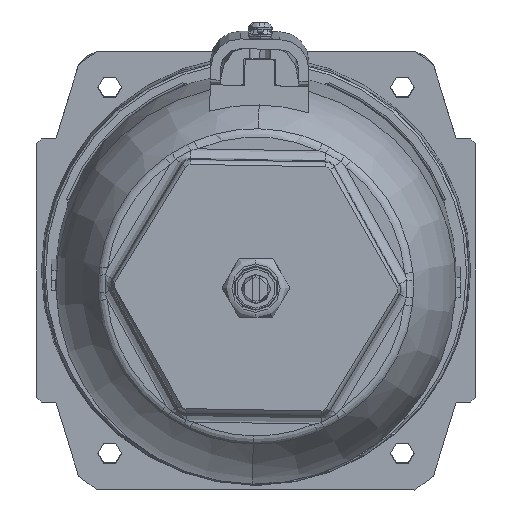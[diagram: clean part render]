
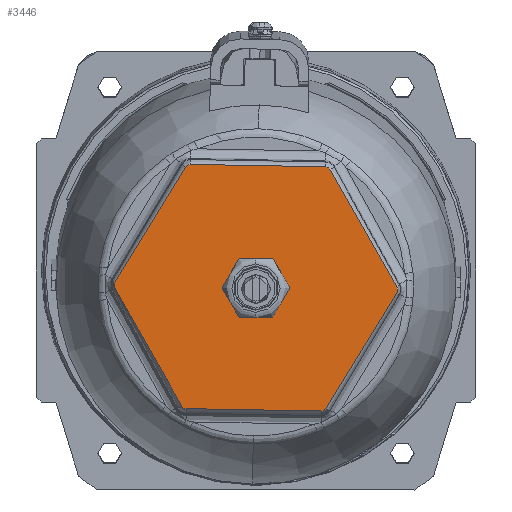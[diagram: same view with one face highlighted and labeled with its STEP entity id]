
A CAD part, front view. The second image highlights one B-rep face of the part: STEP entity #3446.
In plain terms, the highlighted face is planar.
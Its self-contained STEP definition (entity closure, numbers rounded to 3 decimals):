
#1974 = AXIS2_PLACEMENT_3D ( 'NONE', #56174, #27956, #60911 ) ;
#2704 = ORIENTED_EDGE ( 'NONE', *, *, #30068, .T. ) ;
#3289 = CARTESIAN_POINT ( 'NONE',  ( 13.856, 0.5, -24. ) ) ;
#3446 = ADVANCED_FACE ( 'NONE', ( #58012 ), #48276, .F. ) ;
#3501 = CARTESIAN_POINT ( 'NONE',  ( 18.893, 0.5, -17.555 ) ) ;
#4175 = ORIENTED_EDGE ( 'NONE', *, *, #57344, .T. ) ;
#5352 = VERTEX_POINT ( 'NONE', #19142 ) ;
#5379 = CARTESIAN_POINT ( 'NONE',  ( 23.606, 0.5, 9.581 ) ) ;
#5598 = CARTESIAN_POINT ( 'NONE',  ( -28.853, 0.5, -0.671 ) ) ;
#5977 = AXIS2_PLACEMENT_3D ( 'NONE', #19333, #52318, #24099 ) ;
#6304 = VERTEX_POINT ( 'NONE', #31753 ) ;
#6552 = CIRCLE ( 'NONE', #12523, 1.038 ) ;
#8019 = DIRECTION ( 'NONE',  ( 0., 0., 1. ) ) ;
#9885 = LINE ( 'NONE', #41284, #45953 ) ;
#9950 = CIRCLE ( 'NONE', #1974, 1.323 ) ;
#9972 = VECTOR ( 'NONE', #16399, 1000. ) ;
#10878 = EDGE_CURVE ( 'NONE', #59513, #6304, #9885, .T. ) ;
#11050 =( BOUNDED_CURVE ( )  B_SPLINE_CURVE ( 3, ( #5598, #33761, #15091, #47993 ),
 .UNSPECIFIED., .F., .F. ) 
 B_SPLINE_CURVE_WITH_KNOTS ( ( 4, 4 ),
 ( 2.419, 2.596 ),
 .UNSPECIFIED. ) 
 CURVE ( )  GEOMETRIC_REPRESENTATION_ITEM ( )  RATIONAL_B_SPLINE_CURVE ( ( 1., 0.997, 0.997, 1. ) ) 
 REPRESENTATION_ITEM ( '' )  );
#11394 = ORIENTED_EDGE ( 'NONE', *, *, #57510, .T. ) ;
#12061 = CARTESIAN_POINT ( 'NONE',  ( -23.606, 0.5, 9.581 ) ) ;
#12242 = ORIENTED_EDGE ( 'NONE', *, *, #58699, .T. ) ;
#12341 = CARTESIAN_POINT ( 'NONE',  ( 28.853, 0.5, -0.671 ) ) ;
#12523 = AXIS2_PLACEMENT_3D ( 'NONE', #13354, #46261, #18051 ) ;
#12583 = CARTESIAN_POINT ( 'NONE',  ( 14.749, 0.5, 24.53 ) ) ;
#12920 = LINE ( 'NONE', #21071, #9972 ) ;
#12969 = CARTESIAN_POINT ( 'NONE',  ( 28.853, 0.5, -0.671 ) ) ;
#13354 = CARTESIAN_POINT ( 'NONE',  ( 13.856, 0.5, 24. ) ) ;
#13583 = CARTESIAN_POINT ( 'NONE',  ( -13.856, 0.5, 24. ) ) ;
#14545 = CIRCLE ( 'NONE', #15372, 1.323 ) ;
#15091 = CARTESIAN_POINT ( 'NONE',  ( -18.893, 0.5, -17.555 ) ) ;
#15372 = AXIS2_PLACEMENT_3D ( 'NONE', #55789, #27562, #60515 ) ;
#15701 = VERTEX_POINT ( 'NONE', #57528 ) ;
#16399 = DIRECTION ( 'NONE',  ( 1., 0., 0. ) ) ;
#16700 = VERTEX_POINT ( 'NONE', #30553 ) ;
#16807 = CARTESIAN_POINT ( 'NONE',  ( -14.749, 0.5, 24.53 ) ) ;
#17436 = CIRCLE ( 'NONE', #19700, 1.038 ) ;
#17466 = CARTESIAN_POINT ( 'NONE',  ( 13.856, 0.5, 25.038 ) ) ;
#18051 = DIRECTION ( 'NONE',  ( 0., 0., 1. ) ) ;
#18283 = DIRECTION ( 'NONE',  ( 0., 0., 1. ) ) ;
#18412 = ORIENTED_EDGE ( 'NONE', *, *, #59031, .T. ) ;
#19142 = CARTESIAN_POINT ( 'NONE',  ( 28.853, 0.5, 0.671 ) ) ;
#19333 = CARTESIAN_POINT ( 'NONE',  ( -13.856, 0.5, -24. ) ) ;
#19521 = AXIS2_PLACEMENT_3D ( 'NONE', #38795, #53016, #24803 ) ;
#19545 = CARTESIAN_POINT ( 'NONE',  ( 14.749, 0.5, 24.53 ) ) ;
#19700 = AXIS2_PLACEMENT_3D ( 'NONE', #13583, #46489, #18283 ) ;
#20982 = ORIENTED_EDGE ( 'NONE', *, *, #25051, .T. ) ;
#21071 = CARTESIAN_POINT ( 'NONE',  ( -30.022, 0.5, -25.038 ) ) ;
#21479 = EDGE_CURVE ( 'NONE', #28576, #25726, #23365, .T. ) ;
#21492 = CARTESIAN_POINT ( 'NONE',  ( -28.853, 0.5, 0.671 ) ) ;
#23365 = CIRCLE ( 'NONE', #5977, 1.038 ) ;
#24099 = DIRECTION ( 'NONE',  ( 0., 0., 1. ) ) ;
#24803 = DIRECTION ( 'NONE',  ( 0., 0., 1. ) ) ;
#24895 = CIRCLE ( 'NONE', #52766, 1.038 ) ;
#25051 = EDGE_CURVE ( 'NONE', #28294, #55940, #53366, .T. ) ;
#25572 = ORIENTED_EDGE ( 'NONE', *, *, #37144, .T. ) ;
#25726 = VERTEX_POINT ( 'NONE', #41681 ) ;
#25992 = CARTESIAN_POINT ( 'NONE',  ( -28.853, 0.5, 0.671 ) ) ;
#26428 = ORIENTED_EDGE ( 'NONE', *, *, #28821, .T. ) ;
#27562 = DIRECTION ( 'NONE',  ( 0., -1., 0. ) ) ;
#27956 = DIRECTION ( 'NONE',  ( 0., -1., 0. ) ) ;
#28294 = VERTEX_POINT ( 'NONE', #37118 ) ;
#28576 = VERTEX_POINT ( 'NONE', #43680 ) ;
#28821 = EDGE_CURVE ( 'NONE', #16700, #15701, #24895, .T. ) ;
#30068 = EDGE_CURVE ( 'NONE', #55940, #38167, #14545, .T. ) ;
#30553 = CARTESIAN_POINT ( 'NONE',  ( 13.856, 0.5, -25.038 ) ) ;
#31191 = ORIENTED_EDGE ( 'NONE', *, *, #21479, .T. ) ;
#31753 = CARTESIAN_POINT ( 'NONE',  ( -13.856, 0.5, 25.038 ) ) ;
#32145 = CARTESIAN_POINT ( 'NONE',  ( -28.853, 0.5, -0.671 ) ) ;
#32684 = EDGE_CURVE ( 'NONE', #25726, #16700, #12920, .T. ) ;
#33302 = ORIENTED_EDGE ( 'NONE', *, *, #48504, .T. ) ;
#33761 = CARTESIAN_POINT ( 'NONE',  ( -23.606, 0.5, -9.581 ) ) ;
#36181 = DIRECTION ( 'NONE',  ( 0., -1., 0. ) ) ;
#37118 = CARTESIAN_POINT ( 'NONE',  ( -14.749, 0.5, 24.53 ) ) ;
#37144 = EDGE_CURVE ( 'NONE', #6304, #28294, #17436, .T. ) ;
#37922 = ORIENTED_EDGE ( 'NONE', *, *, #32684, .T. ) ;
#38167 = VERTEX_POINT ( 'NONE', #32145 ) ;
#38284 = CARTESIAN_POINT ( 'NONE',  ( 28.853, 0.5, 0.671 ) ) ;
#38795 = CARTESIAN_POINT ( 'NONE',  ( 40.573, 0.5, -41. ) ) ;
#40060 =( BOUNDED_CURVE ( )  B_SPLINE_CURVE ( 3, ( #38284, #5379, #47779, #19545 ),
 .UNSPECIFIED., .F., .F. ) 
 B_SPLINE_CURVE_WITH_KNOTS ( ( 4, 4 ),
 ( 5.561, 5.738 ),
 .UNSPECIFIED. ) 
 CURVE ( )  GEOMETRIC_REPRESENTATION_ITEM ( )  RATIONAL_B_SPLINE_CURVE ( ( 1., 0.997, 0.997, 1. ) ) 
 REPRESENTATION_ITEM ( '' )  );
#41140 = CARTESIAN_POINT ( 'NONE',  ( 23.606, 0.5, -9.581 ) ) ;
#41284 = CARTESIAN_POINT ( 'NONE',  ( 15.011, 0.5, 25.038 ) ) ;
#41681 = CARTESIAN_POINT ( 'NONE',  ( -13.856, 0.5, -25.038 ) ) ;
#43680 = CARTESIAN_POINT ( 'NONE',  ( -14.749, 0.5, -24.53 ) ) ;
#43787 = VERTEX_POINT ( 'NONE', #12583 ) ;
#44978 = CARTESIAN_POINT ( 'NONE',  ( -18.893, 0.5, 17.555 ) ) ;
#45953 = VECTOR ( 'NONE', #50773, 1000. ) ;
#46261 = DIRECTION ( 'NONE',  ( 0., -1., 0. ) ) ;
#46489 = DIRECTION ( 'NONE',  ( 0., -1., 0. ) ) ;
#47394 = EDGE_LOOP ( 'NONE', ( #18412, #49690, #25572, #20982, #2704, #12242, #31191, #37922, #26428, #11394, #33302, #4175 ) ) ;
#47779 = CARTESIAN_POINT ( 'NONE',  ( 18.893, 0.5, 17.555 ) ) ;
#47993 = CARTESIAN_POINT ( 'NONE',  ( -14.749, 0.5, -24.53 ) ) ;
#48276 = PLANE ( 'NONE',  #19521 ) ;
#48504 = EDGE_CURVE ( 'NONE', #49532, #5352, #9950, .T. ) ;
#49532 = VERTEX_POINT ( 'NONE', #12341 ) ;
#49690 = ORIENTED_EDGE ( 'NONE', *, *, #10878, .T. ) ;
#50773 = DIRECTION ( 'NONE',  ( -1., 0., 0. ) ) ;
#52318 = DIRECTION ( 'NONE',  ( 0., -1., 0. ) ) ;
#52766 = AXIS2_PLACEMENT_3D ( 'NONE', #3289, #36181, #8019 ) ;
#53016 = DIRECTION ( 'NONE',  ( 0., 1., 0. ) ) ;
#53366 =( BOUNDED_CURVE ( )  B_SPLINE_CURVE ( 3, ( #16807, #44978, #12061, #21492 ),
 .UNSPECIFIED., .F., .F. ) 
 B_SPLINE_CURVE_WITH_KNOTS ( ( 4, 4 ),
 ( 3.687, 3.864 ),
 .UNSPECIFIED. ) 
 CURVE ( )  GEOMETRIC_REPRESENTATION_ITEM ( )  RATIONAL_B_SPLINE_CURVE ( ( 1., 0.997, 0.997, 1. ) ) 
 REPRESENTATION_ITEM ( '' )  );
#54354 = CARTESIAN_POINT ( 'NONE',  ( 14.749, 0.5, -24.53 ) ) ;
#55789 = CARTESIAN_POINT ( 'NONE',  ( -27.713, 0.5, 0. ) ) ;
#55940 = VERTEX_POINT ( 'NONE', #25992 ) ;
#56174 = CARTESIAN_POINT ( 'NONE',  ( 27.713, 0.5, 0. ) ) ;
#57344 = EDGE_CURVE ( 'NONE', #5352, #43787, #40060, .T. ) ;
#57489 =( BOUNDED_CURVE ( )  B_SPLINE_CURVE ( 3, ( #54354, #3501, #41140, #12969 ),
 .UNSPECIFIED., .F., .F. ) 
 B_SPLINE_CURVE_WITH_KNOTS ( ( 4, 4 ),
 ( 0.546, 0.723 ),
 .UNSPECIFIED. ) 
 CURVE ( )  GEOMETRIC_REPRESENTATION_ITEM ( )  RATIONAL_B_SPLINE_CURVE ( ( 1., 0.997, 0.997, 1. ) ) 
 REPRESENTATION_ITEM ( '' )  );
#57510 = EDGE_CURVE ( 'NONE', #15701, #49532, #57489, .T. ) ;
#57528 = CARTESIAN_POINT ( 'NONE',  ( 14.749, 0.5, -24.53 ) ) ;
#58012 = FACE_OUTER_BOUND ( 'NONE', #47394, .T. ) ;
#58699 = EDGE_CURVE ( 'NONE', #38167, #28576, #11050, .T. ) ;
#59031 = EDGE_CURVE ( 'NONE', #43787, #59513, #6552, .T. ) ;
#59513 = VERTEX_POINT ( 'NONE', #17466 ) ;
#60515 = DIRECTION ( 'NONE',  ( 0., 0., 1. ) ) ;
#60911 = DIRECTION ( 'NONE',  ( 0., 0., 1. ) ) ;
